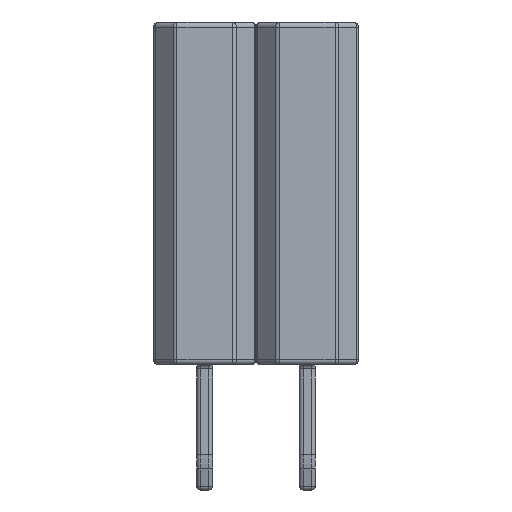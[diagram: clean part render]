
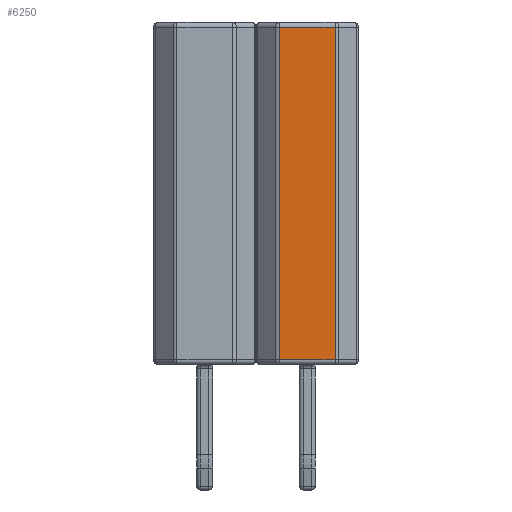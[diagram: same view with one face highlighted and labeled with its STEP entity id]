
A CAD part, left-side view. The second image highlights one B-rep face of the part: STEP entity #6250.
In plain terms, the highlighted planar face has unit normal (-1, 0, 0).
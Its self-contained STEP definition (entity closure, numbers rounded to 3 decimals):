
#5592 = CYLINDRICAL_SURFACE('',#5593,0.125);
#5593 = AXIS2_PLACEMENT_3D('',#5594,#5595,#5596);
#5594 = CARTESIAN_POINT('',(-1.145,0.692,0.));
#5595 = DIRECTION('',(0.,0.,1.));
#5596 = DIRECTION('',(-0.707,0.707,0.));
#5697 = VERTEX_POINT('',#5698);
#5698 = CARTESIAN_POINT('',(-1.27,0.692,0.125));
#5725 = EDGE_CURVE('',#5697,#5726,#5728,.T.);
#5726 = VERTEX_POINT('',#5727);
#5727 = CARTESIAN_POINT('',(-1.27,0.692,8.375));
#5728 = SURFACE_CURVE('',#5729,(#5733,#5740),.PCURVE_S1.);
#5729 = LINE('',#5730,#5731);
#5730 = CARTESIAN_POINT('',(-1.27,0.692,0.));
#5731 = VECTOR('',#5732,1.);
#5732 = DIRECTION('',(0.,0.,1.));
#5733 = PCURVE('',#5592,#5734);
#5734 = DEFINITIONAL_REPRESENTATION('',(#5735),#5739);
#5735 = LINE('',#5736,#5737);
#5736 = CARTESIAN_POINT('',(0.785,0.));
#5737 = VECTOR('',#5738,1.);
#5738 = DIRECTION('',(0.,1.));
#5739 = ( GEOMETRIC_REPRESENTATION_CONTEXT(2) 
PARAMETRIC_REPRESENTATION_CONTEXT() REPRESENTATION_CONTEXT('2D SPACE',''
  ) );
#5740 = PCURVE('',#5741,#5746);
#5741 = PLANE('',#5742);
#5742 = AXIS2_PLACEMENT_3D('',#5743,#5744,#5745);
#5743 = CARTESIAN_POINT('',(-1.27,-0.744,0.));
#5744 = DIRECTION('',(-1.,0.,0.));
#5745 = DIRECTION('',(0.,1.,0.));
#5746 = DEFINITIONAL_REPRESENTATION('',(#5747),#5751);
#5747 = LINE('',#5748,#5749);
#5748 = CARTESIAN_POINT('',(1.436,0.));
#5749 = VECTOR('',#5750,1.);
#5750 = DIRECTION('',(0.,-1.));
#5751 = ( GEOMETRIC_REPRESENTATION_CONTEXT(2) 
PARAMETRIC_REPRESENTATION_CONTEXT() REPRESENTATION_CONTEXT('2D SPACE',''
  ) );
#5955 = CYLINDRICAL_SURFACE('',#5956,0.125);
#5956 = AXIS2_PLACEMENT_3D('',#5957,#5958,#5959);
#5957 = CARTESIAN_POINT('',(-1.145,-0.744,8.375));
#5958 = DIRECTION('',(0.,1.,0.));
#5959 = DIRECTION('',(-1.,0.,0.));
#6237 = CYLINDRICAL_SURFACE('',#6238,0.125);
#6238 = AXIS2_PLACEMENT_3D('',#6239,#6240,#6241);
#6239 = CARTESIAN_POINT('',(-1.145,-0.744,0.125));
#6240 = DIRECTION('',(0.,1.,0.));
#6241 = DIRECTION('',(-1.,0.,0.));
#6250 = ADVANCED_FACE('',(#6251),#5741,.T.);
#6251 = FACE_BOUND('',#6252,.T.);
#6252 = EDGE_LOOP('',(#6253,#6276,#6277,#6300));
#6253 = ORIENTED_EDGE('',*,*,#6254,.T.);
#6254 = EDGE_CURVE('',#6255,#5726,#6257,.T.);
#6255 = VERTEX_POINT('',#6256);
#6256 = CARTESIAN_POINT('',(-1.27,-0.692,8.375));
#6257 = SURFACE_CURVE('',#6258,(#6262,#6269),.PCURVE_S1.);
#6258 = LINE('',#6259,#6260);
#6259 = CARTESIAN_POINT('',(-1.27,-0.744,8.375));
#6260 = VECTOR('',#6261,1.);
#6261 = DIRECTION('',(0.,1.,0.));
#6262 = PCURVE('',#5741,#6263);
#6263 = DEFINITIONAL_REPRESENTATION('',(#6264),#6268);
#6264 = LINE('',#6265,#6266);
#6265 = CARTESIAN_POINT('',(0.,-8.375));
#6266 = VECTOR('',#6267,1.);
#6267 = DIRECTION('',(1.,0.));
#6268 = ( GEOMETRIC_REPRESENTATION_CONTEXT(2) 
PARAMETRIC_REPRESENTATION_CONTEXT() REPRESENTATION_CONTEXT('2D SPACE',''
  ) );
#6269 = PCURVE('',#5955,#6270);
#6270 = DEFINITIONAL_REPRESENTATION('',(#6271),#6275);
#6271 = LINE('',#6272,#6273);
#6272 = CARTESIAN_POINT('',(0.,0.));
#6273 = VECTOR('',#6274,1.);
#6274 = DIRECTION('',(0.,1.));
#6275 = ( GEOMETRIC_REPRESENTATION_CONTEXT(2) 
PARAMETRIC_REPRESENTATION_CONTEXT() REPRESENTATION_CONTEXT('2D SPACE',''
  ) );
#6276 = ORIENTED_EDGE('',*,*,#5725,.F.);
#6277 = ORIENTED_EDGE('',*,*,#6278,.F.);
#6278 = EDGE_CURVE('',#6279,#5697,#6281,.T.);
#6279 = VERTEX_POINT('',#6280);
#6280 = CARTESIAN_POINT('',(-1.27,-0.692,0.125));
#6281 = SURFACE_CURVE('',#6282,(#6286,#6293),.PCURVE_S1.);
#6282 = LINE('',#6283,#6284);
#6283 = CARTESIAN_POINT('',(-1.27,-0.744,0.125));
#6284 = VECTOR('',#6285,1.);
#6285 = DIRECTION('',(0.,1.,0.));
#6286 = PCURVE('',#5741,#6287);
#6287 = DEFINITIONAL_REPRESENTATION('',(#6288),#6292);
#6288 = LINE('',#6289,#6290);
#6289 = CARTESIAN_POINT('',(0.,-0.125));
#6290 = VECTOR('',#6291,1.);
#6291 = DIRECTION('',(1.,0.));
#6292 = ( GEOMETRIC_REPRESENTATION_CONTEXT(2) 
PARAMETRIC_REPRESENTATION_CONTEXT() REPRESENTATION_CONTEXT('2D SPACE',''
  ) );
#6293 = PCURVE('',#6237,#6294);
#6294 = DEFINITIONAL_REPRESENTATION('',(#6295),#6299);
#6295 = LINE('',#6296,#6297);
#6296 = CARTESIAN_POINT('',(-0.,0.));
#6297 = VECTOR('',#6298,1.);
#6298 = DIRECTION('',(-0.,1.));
#6299 = ( GEOMETRIC_REPRESENTATION_CONTEXT(2) 
PARAMETRIC_REPRESENTATION_CONTEXT() REPRESENTATION_CONTEXT('2D SPACE',''
  ) );
#6300 = ORIENTED_EDGE('',*,*,#6301,.T.);
#6301 = EDGE_CURVE('',#6279,#6255,#6302,.T.);
#6302 = SURFACE_CURVE('',#6303,(#6307,#6314),.PCURVE_S1.);
#6303 = LINE('',#6304,#6305);
#6304 = CARTESIAN_POINT('',(-1.27,-0.692,0.));
#6305 = VECTOR('',#6306,1.);
#6306 = DIRECTION('',(0.,0.,1.));
#6307 = PCURVE('',#5741,#6308);
#6308 = DEFINITIONAL_REPRESENTATION('',(#6309),#6313);
#6309 = LINE('',#6310,#6311);
#6310 = CARTESIAN_POINT('',(0.052,0.));
#6311 = VECTOR('',#6312,1.);
#6312 = DIRECTION('',(0.,-1.));
#6313 = ( GEOMETRIC_REPRESENTATION_CONTEXT(2) 
PARAMETRIC_REPRESENTATION_CONTEXT() REPRESENTATION_CONTEXT('2D SPACE',''
  ) );
#6314 = PCURVE('',#6315,#6320);
#6315 = CYLINDRICAL_SURFACE('',#6316,0.125);
#6316 = AXIS2_PLACEMENT_3D('',#6317,#6318,#6319);
#6317 = CARTESIAN_POINT('',(-1.145,-0.692,0.));
#6318 = DIRECTION('',(0.,0.,1.));
#6319 = DIRECTION('',(-1.,0.,0.));
#6320 = DEFINITIONAL_REPRESENTATION('',(#6321),#6325);
#6321 = LINE('',#6322,#6323);
#6322 = CARTESIAN_POINT('',(0.,0.));
#6323 = VECTOR('',#6324,1.);
#6324 = DIRECTION('',(0.,1.));
#6325 = ( GEOMETRIC_REPRESENTATION_CONTEXT(2) 
PARAMETRIC_REPRESENTATION_CONTEXT() REPRESENTATION_CONTEXT('2D SPACE',''
  ) );
